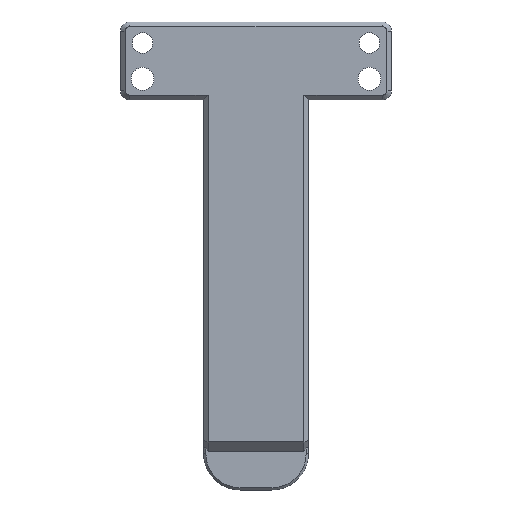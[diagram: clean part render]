
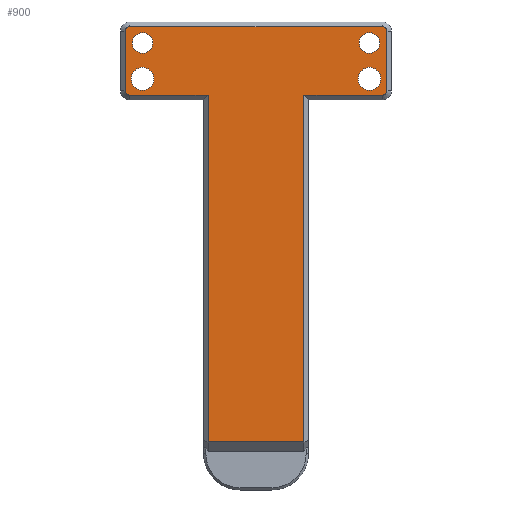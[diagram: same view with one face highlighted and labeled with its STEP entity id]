
A CAD part, top view. The second image highlights one B-rep face of the part: STEP entity #900.
In plain terms, the highlighted planar face has unit normal (0, 0, 1).
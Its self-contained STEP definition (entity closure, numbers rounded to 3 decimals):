
#37=FACE_BOUND('',#135,.T.);
#38=FACE_BOUND('',#136,.T.);
#39=FACE_BOUND('',#137,.T.);
#40=FACE_BOUND('',#138,.T.);
#42=PLANE('',#986);
#76=FACE_OUTER_BOUND('',#134,.T.);
#134=EDGE_LOOP('',(#663,#664,#665,#666,#667,#668,#669,#670,#671,#672,#673,
#674));
#135=EDGE_LOOP('',(#675));
#136=EDGE_LOOP('',(#676));
#137=EDGE_LOOP('',(#677));
#138=EDGE_LOOP('',(#678));
#203=LINE('',#1408,#297);
#204=LINE('',#1410,#298);
#205=LINE('',#1412,#299);
#206=LINE('',#1414,#300);
#207=LINE('',#1418,#301);
#208=LINE('',#1422,#302);
#209=LINE('',#1426,#303);
#210=LINE('',#1429,#304);
#297=VECTOR('',#1121,10.);
#298=VECTOR('',#1122,10.);
#299=VECTOR('',#1123,10.);
#300=VECTOR('',#1124,10.);
#301=VECTOR('',#1127,10.);
#302=VECTOR('',#1130,10.);
#303=VECTOR('',#1133,10.);
#304=VECTOR('',#1136,10.);
#390=CIRCLE('',#981,2.5);
#392=CIRCLE('',#985,2.5);
#393=CIRCLE('',#987,1.);
#394=CIRCLE('',#988,1.);
#395=CIRCLE('',#989,1.);
#396=CIRCLE('',#990,1.);
#397=CIRCLE('',#991,2.25);
#398=CIRCLE('',#992,2.25);
#436=VERTEX_POINT('',#1394);
#438=VERTEX_POINT('',#1402);
#439=VERTEX_POINT('',#1406);
#440=VERTEX_POINT('',#1407);
#441=VERTEX_POINT('',#1409);
#442=VERTEX_POINT('',#1411);
#443=VERTEX_POINT('',#1413);
#444=VERTEX_POINT('',#1415);
#445=VERTEX_POINT('',#1417);
#446=VERTEX_POINT('',#1419);
#447=VERTEX_POINT('',#1421);
#448=VERTEX_POINT('',#1423);
#449=VERTEX_POINT('',#1425);
#450=VERTEX_POINT('',#1427);
#451=VERTEX_POINT('',#1430);
#452=VERTEX_POINT('',#1432);
#518=EDGE_CURVE('',#436,#436,#390,.T.);
#522=EDGE_CURVE('',#438,#438,#392,.T.);
#523=EDGE_CURVE('',#439,#440,#203,.T.);
#524=EDGE_CURVE('',#441,#439,#204,.T.);
#525=EDGE_CURVE('',#442,#441,#205,.T.);
#526=EDGE_CURVE('',#443,#442,#206,.T.);
#527=EDGE_CURVE('',#444,#443,#393,.T.);
#528=EDGE_CURVE('',#445,#444,#207,.T.);
#529=EDGE_CURVE('',#446,#445,#394,.T.);
#530=EDGE_CURVE('',#447,#446,#208,.T.);
#531=EDGE_CURVE('',#448,#447,#395,.T.);
#532=EDGE_CURVE('',#449,#448,#209,.T.);
#533=EDGE_CURVE('',#450,#449,#396,.T.);
#534=EDGE_CURVE('',#440,#450,#210,.T.);
#535=EDGE_CURVE('',#451,#451,#397,.T.);
#536=EDGE_CURVE('',#452,#452,#398,.T.);
#663=ORIENTED_EDGE('',*,*,#523,.F.);
#664=ORIENTED_EDGE('',*,*,#524,.F.);
#665=ORIENTED_EDGE('',*,*,#525,.F.);
#666=ORIENTED_EDGE('',*,*,#526,.F.);
#667=ORIENTED_EDGE('',*,*,#527,.F.);
#668=ORIENTED_EDGE('',*,*,#528,.F.);
#669=ORIENTED_EDGE('',*,*,#529,.F.);
#670=ORIENTED_EDGE('',*,*,#530,.F.);
#671=ORIENTED_EDGE('',*,*,#531,.F.);
#672=ORIENTED_EDGE('',*,*,#532,.F.);
#673=ORIENTED_EDGE('',*,*,#533,.F.);
#674=ORIENTED_EDGE('',*,*,#534,.F.);
#675=ORIENTED_EDGE('',*,*,#522,.T.);
#676=ORIENTED_EDGE('',*,*,#518,.T.);
#677=ORIENTED_EDGE('',*,*,#535,.T.);
#678=ORIENTED_EDGE('',*,*,#536,.T.);
#900=ADVANCED_FACE('',(#76,#37,#38,#39,#40),#42,.T.);
#981=AXIS2_PLACEMENT_3D('',#1396,#1107,#1108);
#985=AXIS2_PLACEMENT_3D('',#1404,#1117,#1118);
#986=AXIS2_PLACEMENT_3D('',#1405,#1119,#1120);
#987=AXIS2_PLACEMENT_3D('',#1416,#1125,#1126);
#988=AXIS2_PLACEMENT_3D('',#1420,#1128,#1129);
#989=AXIS2_PLACEMENT_3D('',#1424,#1131,#1132);
#990=AXIS2_PLACEMENT_3D('',#1428,#1134,#1135);
#991=AXIS2_PLACEMENT_3D('',#1431,#1137,#1138);
#992=AXIS2_PLACEMENT_3D('',#1433,#1139,#1140);
#1107=DIRECTION('center_axis',(0.,0.,-1.));
#1108=DIRECTION('ref_axis',(1.,0.,0.));
#1117=DIRECTION('center_axis',(0.,0.,-1.));
#1118=DIRECTION('ref_axis',(1.,0.,0.));
#1119=DIRECTION('center_axis',(0.,0.,1.));
#1120=DIRECTION('ref_axis',(1.,0.,0.));
#1121=DIRECTION('',(0.,1.,0.));
#1122=DIRECTION('',(-1.,0.,0.));
#1123=DIRECTION('',(0.,-1.,0.));
#1124=DIRECTION('',(-1.,0.,0.));
#1125=DIRECTION('center_axis',(0.,0.,-1.));
#1126=DIRECTION('ref_axis',(0.707,-0.707,0.));
#1127=DIRECTION('',(0.,-1.,0.));
#1128=DIRECTION('center_axis',(0.,0.,-1.));
#1129=DIRECTION('ref_axis',(0.707,0.707,0.));
#1130=DIRECTION('',(1.,0.,0.));
#1131=DIRECTION('center_axis',(0.,0.,-1.));
#1132=DIRECTION('ref_axis',(-0.707,0.707,0.));
#1133=DIRECTION('',(0.,1.,0.));
#1134=DIRECTION('center_axis',(0.,0.,-1.));
#1135=DIRECTION('ref_axis',(-0.707,-0.707,0.));
#1136=DIRECTION('',(-1.,0.,0.));
#1137=DIRECTION('center_axis',(0.,0.,-1.));
#1138=DIRECTION('ref_axis',(1.,0.,0.));
#1139=DIRECTION('center_axis',(0.,0.,-1.));
#1140=DIRECTION('ref_axis',(1.,0.,0.));
#1394=CARTESIAN_POINT('',(22.35,27.608,37.07));
#1396=CARTESIAN_POINT('Origin',(24.85,27.608,37.07));
#1402=CARTESIAN_POINT('',(-27.35,27.608,37.07));
#1404=CARTESIAN_POINT('Origin',(-24.85,27.608,37.07));
#1405=CARTESIAN_POINT('Origin',(0.,-6.962,
37.07));
#1406=CARTESIAN_POINT('',(-10.5,-51.975,37.07));
#1407=CARTESIAN_POINT('',(-10.5,24.025,37.07));
#1408=CARTESIAN_POINT('',(-10.5,8.032,37.07));
#1409=CARTESIAN_POINT('',(10.5,-51.975,37.07));
#1410=CARTESIAN_POINT('',(-5.75,-51.975,37.07));
#1411=CARTESIAN_POINT('',(10.5,24.025,37.07));
#1412=CARTESIAN_POINT('',(10.5,-30.468,37.07));
#1413=CARTESIAN_POINT('',(27.7,24.025,37.07));
#1414=CARTESIAN_POINT('',(5.75,24.025,37.07));
#1415=CARTESIAN_POINT('',(28.7,25.025,37.07));
#1416=CARTESIAN_POINT('Origin',(27.7,25.025,37.07));
#1417=CARTESIAN_POINT('',(28.7,38.05,37.07));
#1418=CARTESIAN_POINT('',(28.7,8.032,37.07));
#1419=CARTESIAN_POINT('',(27.7,39.05,37.07));
#1420=CARTESIAN_POINT('Origin',(27.7,38.05,37.07));
#1421=CARTESIAN_POINT('',(-27.7,39.05,37.07));
#1422=CARTESIAN_POINT('',(14.85,39.05,37.07));
#1423=CARTESIAN_POINT('',(-28.7,38.05,37.07));
#1424=CARTESIAN_POINT('Origin',(-27.7,38.05,37.07));
#1425=CARTESIAN_POINT('',(-28.7,25.025,37.07));
#1426=CARTESIAN_POINT('',(-28.7,16.544,37.07));
#1427=CARTESIAN_POINT('',(-27.7,24.025,37.07));
#1428=CARTESIAN_POINT('Origin',(-27.7,25.025,37.07));
#1429=CARTESIAN_POINT('',(-14.85,24.025,37.07));
#1430=CARTESIAN_POINT('',(22.6,35.468,37.07));
#1431=CARTESIAN_POINT('Origin',(24.85,35.468,37.07));
#1432=CARTESIAN_POINT('',(-27.1,35.468,37.07));
#1433=CARTESIAN_POINT('Origin',(-24.85,35.468,37.07));
